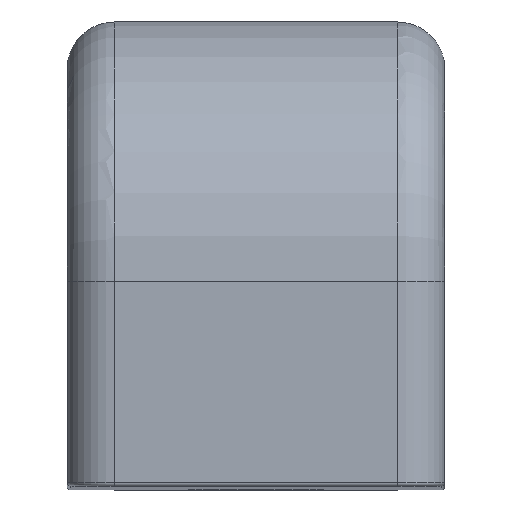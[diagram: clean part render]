
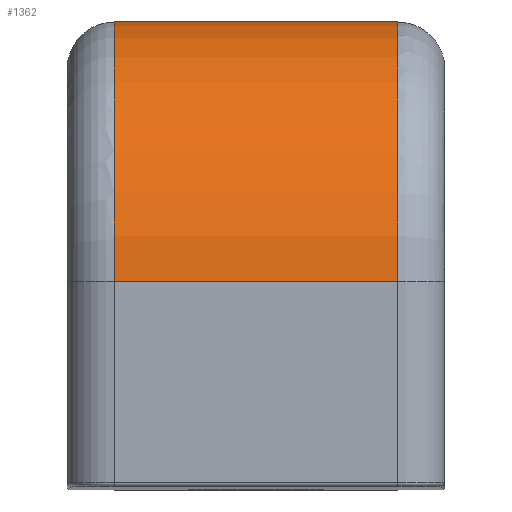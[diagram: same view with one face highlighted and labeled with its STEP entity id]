
A CAD part, top view. The second image highlights one B-rep face of the part: STEP entity #1362.
In plain terms, the highlighted cylindrical face has radius 16.5 mm (diameter 33 mm), a partial arc.
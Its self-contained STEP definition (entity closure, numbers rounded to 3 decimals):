
#103=CYLINDRICAL_SURFACE('',#1579,16.5);
#204=FACE_OUTER_BOUND('',#297,.T.);
#297=EDGE_LOOP('',(#1224,#1225,#1226,#1227));
#321=LINE('',#2149,#365);
#346=LINE('',#2833,#390);
#365=VECTOR('',#1712,10.);
#390=VECTOR('',#2007,10.);
#510=CIRCLE('',#1547,16.5);
#527=CIRCLE('',#1578,16.5);
#559=VERTEX_POINT('',#2142);
#562=VERTEX_POINT('',#2147);
#649=VERTEX_POINT('',#2798);
#654=VERTEX_POINT('',#2828);
#701=EDGE_CURVE('',#562,#559,#321,.T.);
#835=EDGE_CURVE('',#649,#559,#510,.T.);
#854=EDGE_CURVE('',#654,#649,#346,.T.);
#857=EDGE_CURVE('',#562,#654,#527,.T.);
#1224=ORIENTED_EDGE('',*,*,#835,.T.);
#1225=ORIENTED_EDGE('',*,*,#701,.F.);
#1226=ORIENTED_EDGE('',*,*,#857,.T.);
#1227=ORIENTED_EDGE('',*,*,#854,.T.);
#1362=ADVANCED_FACE('',(#204),#103,.T.);
#1547=AXIS2_PLACEMENT_3D('',#2799,#1953,#1954);
#1578=AXIS2_PLACEMENT_3D('',#2840,#2020,#2021);
#1579=AXIS2_PLACEMENT_3D('',#2841,#2022,#2023);
#1712=DIRECTION('',(1.,0.,0.));
#1953=DIRECTION('center_axis',(-1.,0.,0.));
#1954=DIRECTION('ref_axis',(0.,0.707,0.707));
#2007=DIRECTION('',(1.,0.,0.));
#2020=DIRECTION('center_axis',(1.,0.,0.));
#2021=DIRECTION('ref_axis',(0.,0.707,0.707));
#2022=DIRECTION('center_axis',(1.,0.,0.));
#2023=DIRECTION('ref_axis',(0.,-1.,0.));
#2142=CARTESIAN_POINT('',(9.,14.75,56.));
#2147=CARTESIAN_POINT('',(-9.,14.75,56.));
#2149=CARTESIAN_POINT('',(0.,14.75,56.));
#2798=CARTESIAN_POINT('',(9.,-1.75,72.5));
#2799=CARTESIAN_POINT('Origin',(9.,-1.75,56.));
#2828=CARTESIAN_POINT('',(-9.,-1.75,72.5));
#2833=CARTESIAN_POINT('',(0.,-1.75,72.5));
#2840=CARTESIAN_POINT('Origin',(-9.,-1.75,56.));
#2841=CARTESIAN_POINT('Origin',(0.,-1.75,56.));
